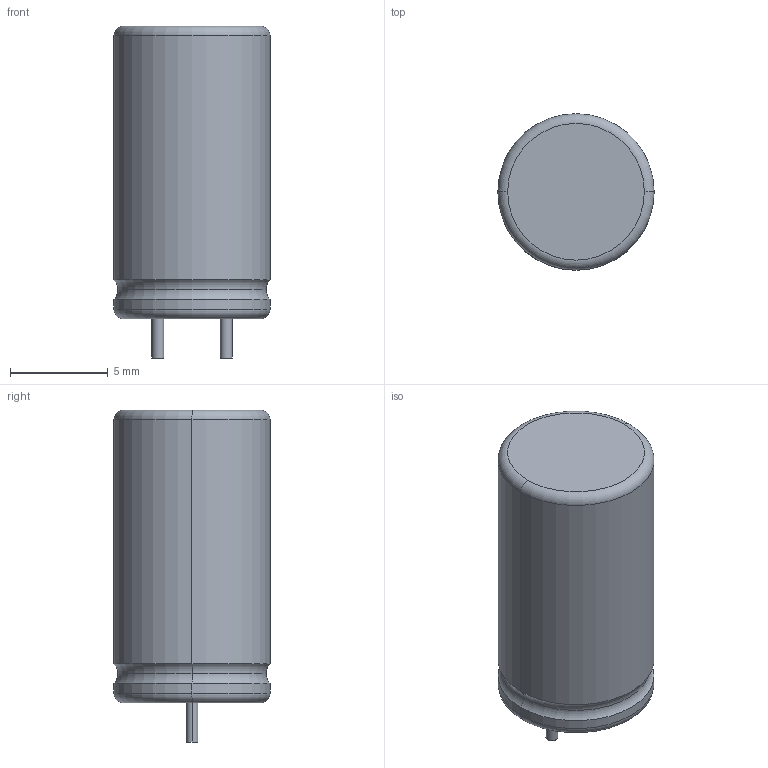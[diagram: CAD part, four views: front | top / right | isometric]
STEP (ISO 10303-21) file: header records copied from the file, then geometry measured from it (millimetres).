
FILE_DESCRIPTION (( 'STEP AP214' ), '1' );
FILE_NAME ('cap_8D_15H_3_5mm.STEP', '2012-04-04T14:44:18', ( 'JFDuval' ), ( '' ), 'SwSTEP 2.0', 'SolidWorks 2010', '' );
FILE_SCHEMA (( 'AUTOMOTIVE_DESIGN' ));
Length unit declared in the file: millimetre
Products named in the file (1): cap_8D_15H_3_5mm
Bounding box: 8 x 8 x 17 mm (x, y, z)
Volume: 749 mm3; surface area: 475.9 mm2
Topology: 1 solids, 1 shells, 20 faces, 38 edges, 22 vertices
Faces by surface type: torus 8, cylinder 8, plane 4
Entity records: 766 total; most frequent: DIRECTION 110, CARTESIAN_POINT 81, ORIENTED_EDGE 76, AXIS2_PLACEMENT_3D 51, EDGE_CURVE 38, CIRCLE 30, UNCERTAINTY_MEASURE_WITH_UNIT 23, SURFACE_SIDE_STYLE 22
